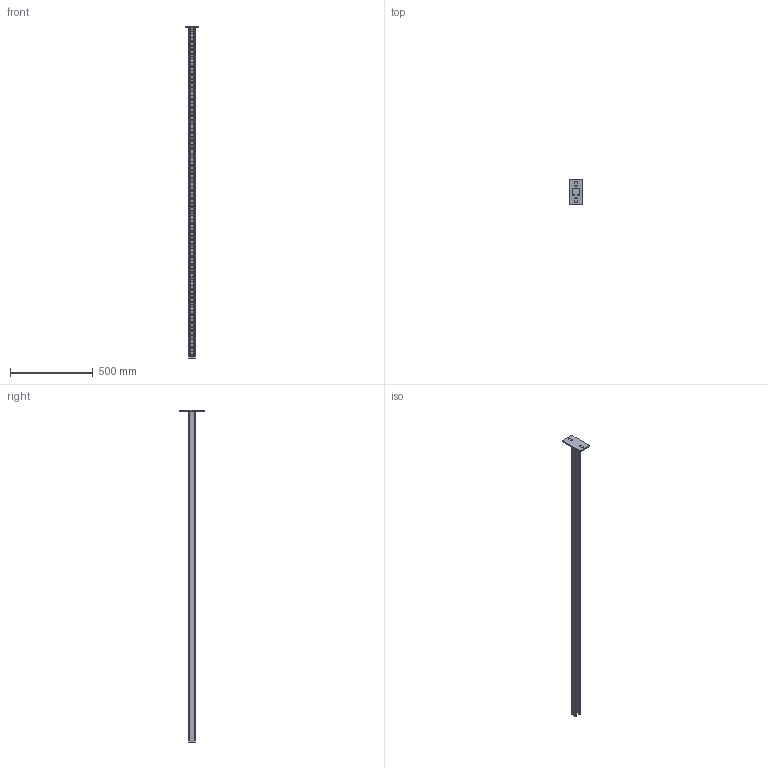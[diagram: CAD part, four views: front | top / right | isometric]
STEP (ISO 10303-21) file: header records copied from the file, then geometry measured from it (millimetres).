
FILE_DESCRIPTION(/* description */ (''),/* implementation_level */ '2;1');
FILE_NAME(/* name */ '595144.stp',/* time_stamp */ '2025-12-05T09:50:12+01:00',/* author */ ('mael.lecharpentier'),/* organization */ (''),/* preprocessor_version */ 'ST-DEVELOPER v20',/* originating_system */ 'AutoCAD Mechanical',/* authorisation */ '');
FILE_SCHEMA (('AUTOMOTIVE_DESIGN { 1 0 10303 214 3 1 1 }'));
Length unit declared in the file: millimetre
Products named in the file (1): Product
Bounding box: 80 x 150 x 2008.2 mm (x, y, z)
Volume: 663904.9 mm3; surface area: 633617.5 mm2
Topology: 2 solids, 86 shells, 114 faces, 734 edges, 708 vertices
Faces by surface type: plane 108, cylinder 6
Entity records: 7290 total; most frequent: CARTESIAN_POINT 1557, DIRECTION 1144, ORIENTED_EDGE 812, EDGE_CURVE 734, VERTEX_POINT 708, LINE 554, VECTOR 554, AXIS2_PLACEMENT_3D 295
